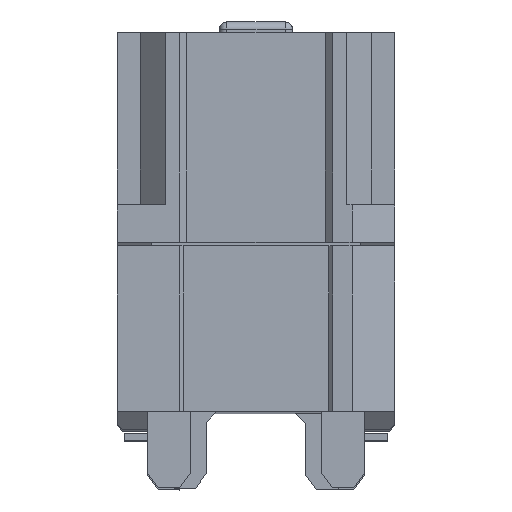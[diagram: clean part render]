
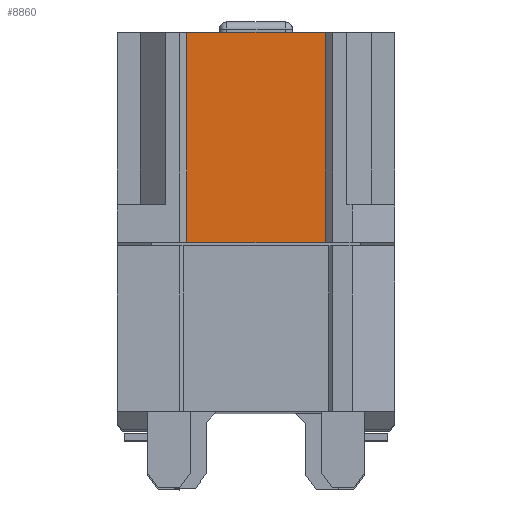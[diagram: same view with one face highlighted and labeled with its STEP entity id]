
A CAD part, top view. The second image highlights one B-rep face of the part: STEP entity #8860.
In plain terms, the highlighted planar face has unit normal (0, 0, 1).
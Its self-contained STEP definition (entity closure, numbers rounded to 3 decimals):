
#440=CARTESIAN_POINT('',(-6.123,5.631,33.35));
#450=VERTEX_POINT('',#440);
#480=CARTESIAN_POINT('',(0.,5.631,33.35));
#490=DIRECTION('',(1.,0.,0.));
#500=VECTOR('',#490,1.);
#510=LINE('',#480,#500);
#520=CARTESIAN_POINT('',(-2.223,5.631,33.35));
#530=VERTEX_POINT('',#520);
#540=EDGE_CURVE('',#450,#530,#510,.T.);
#8480=CARTESIAN_POINT('',(-6.123,11.531,33.35));
#8490=VERTEX_POINT('',#8480);
#8520=CARTESIAN_POINT('',(-6.123,8.5,33.35));
#8530=DIRECTION('',(0.,1.,0.));
#8540=VECTOR('',#8530,1.);
#8550=LINE('',#8520,#8540);
#8560=EDGE_CURVE('',#450,#8490,#8550,.T.);
#8630=CARTESIAN_POINT('',(-4.173,8.106,33.35));
#8640=DIRECTION('',(0.,0.,1.));
#8650=DIRECTION('',(-1.,0.,0.));
#8660=AXIS2_PLACEMENT_3D('',#8630,#8640,#8650);
#8670=PLANE('',#8660);
#8680=ORIENTED_EDGE('',*,*,#540,.T.);
#8690=ORIENTED_EDGE('',*,*,#8560,.F.);
#8700=CARTESIAN_POINT('',(0.,11.531,33.35));
#8710=DIRECTION('',(-1.,0.,0.));
#8720=VECTOR('',#8710,1.);
#8730=LINE('',#8700,#8720);
#8740=CARTESIAN_POINT('',(-2.223,11.531,33.35))
;
#8750=VERTEX_POINT('',#8740);
#8760=EDGE_CURVE('',#8750,#8490,#8730,.T.);
#8770=ORIENTED_EDGE('',*,*,#8760,.T.);
#8780=CARTESIAN_POINT('',(-2.223,8.5,33.35));
#8790=DIRECTION('',(0.,-1.,0.));
#8800=VECTOR('',#8790,1.);
#8810=LINE('',#8780,#8800);
#8820=EDGE_CURVE('',#8750,#530,#8810,.T.);
#8830=ORIENTED_EDGE('',*,*,#8820,.F.);
#8840=EDGE_LOOP('',(#8830,#8770,#8690,#8680));
#8850=FACE_OUTER_BOUND('',#8840,.T.);
#8860=ADVANCED_FACE('',(#8850),#8670,.T.);
